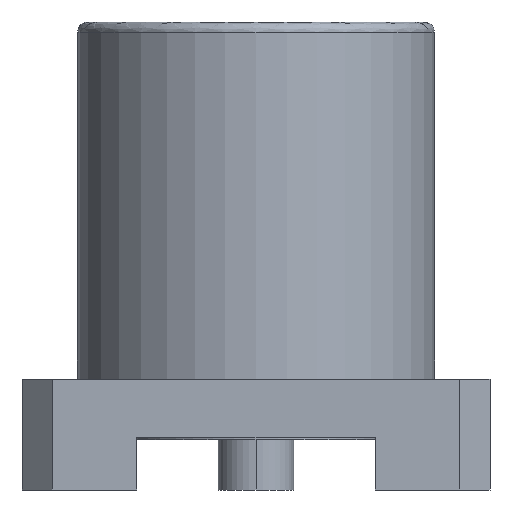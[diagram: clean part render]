
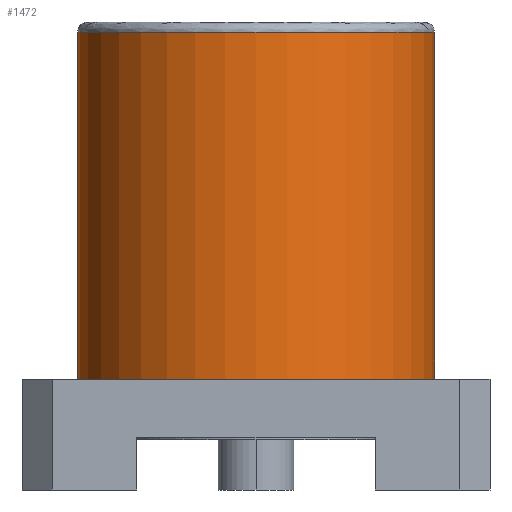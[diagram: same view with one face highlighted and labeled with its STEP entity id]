
A CAD part, front view. The second image highlights one B-rep face of the part: STEP entity #1472.
In plain terms, the highlighted face is a revolution surface.
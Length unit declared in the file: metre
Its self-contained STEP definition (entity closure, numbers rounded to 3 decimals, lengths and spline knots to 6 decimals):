
#289=EDGE_CURVE('0:285',#546,#545,#650,.T.);
#359=EDGE_CURVE('0:420',#538,#537,#737,.T.);
#537=VERTEX_POINT('',#965);
#538=VERTEX_POINT('',#966);
#545=VERTEX_POINT('',#975);
#546=VERTEX_POINT('',#976);
#650=CIRCLE('',#1147,0.002248);
#737=CIRCLE('',#1299,0.002248);
#965=CARTESIAN_POINT('',(0.005194,0.002946,0.005766));
#966=CARTESIAN_POINT('',(0.000698,0.002946,0.005766));
#975=CARTESIAN_POINT('',(0.000699,0.002946,0.001397));
#976=CARTESIAN_POINT('',(0.005194,0.002946,0.001397));
#1147=AXIS2_PLACEMENT_3D('',#1629,#1630,#1631);
#1299=AXIS2_PLACEMENT_3D('',#1674,#1675,#1676);
#1472=ADVANCED_FACE('0:111',(#1817),#1818,.F.);
#1629=CARTESIAN_POINT('',(0.002946,0.002946,0.001397));
#1630=DIRECTION('',(0.0,0.0,-1.0));
#1631=DIRECTION('',(1.0,0.0,0.0));
#1674=CARTESIAN_POINT('',(0.002946,0.002946,0.005766));
#1675=DIRECTION('',(0.0,0.0,1.0));
#1676=DIRECTION('',(-1.0,0.0,0.0));
#1817=FACE_OUTER_BOUND('',#2021,.T.);
#1818=SURFACE_OF_REVOLUTION('',#2022,#2023);
#2021=EDGE_LOOP('',(#2348,#2349,#2350,#2351));
#2022=B_SPLINE_CURVE_WITH_KNOTS('',1,(#2352,#2353),.UNSPECIFIED.,.F.,.F.,(2,2),(0.0,1.0),.UNSPECIFIED.);
#2023=AXIS1_PLACEMENT('',#2354,#2355);
#2348=ORIENTED_EDGE('',*,*,#2519,.T.);
#2349=ORIENTED_EDGE('',*,*,#359,.F.);
#2350=ORIENTED_EDGE('',*,*,#2520,.F.);
#2351=ORIENTED_EDGE('',*,*,#289,.F.);
#2352=CARTESIAN_POINT('',(0.005194,0.002946,0.00131));
#2353=CARTESIAN_POINT('',(0.005194,0.002946,0.005853));
#2354=CARTESIAN_POINT('',(0.002946,0.002946,0.00131));
#2355=DIRECTION('',(-0.0,-0.0,-1.0));
#2519=EDGE_CURVE('',#546,#537,#2535,.T.);
#2520=EDGE_CURVE('',#545,#538,#2536,.T.);
#2535=B_SPLINE_CURVE_WITH_KNOTS('',1,(#2560,#2561),.UNSPECIFIED.,.F.,.F.,(2,2),(0.0,1.0),.UNSPECIFIED.);
#2536=B_SPLINE_CURVE_WITH_KNOTS('',1,(#2562,#2563),.UNSPECIFIED.,.F.,.F.,(2,2),(0.0,1.0),.UNSPECIFIED.);
#2560=CARTESIAN_POINT('',(0.005194,0.002946,0.00131));
#2561=CARTESIAN_POINT('',(0.005194,0.002946,0.005853));
#2562=CARTESIAN_POINT('',(0.000698,0.002946,0.00131));
#2563=CARTESIAN_POINT('',(0.000698,0.002946,0.005853));
